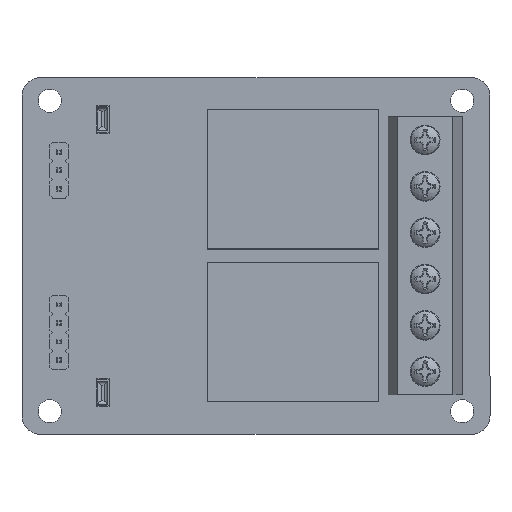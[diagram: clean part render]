
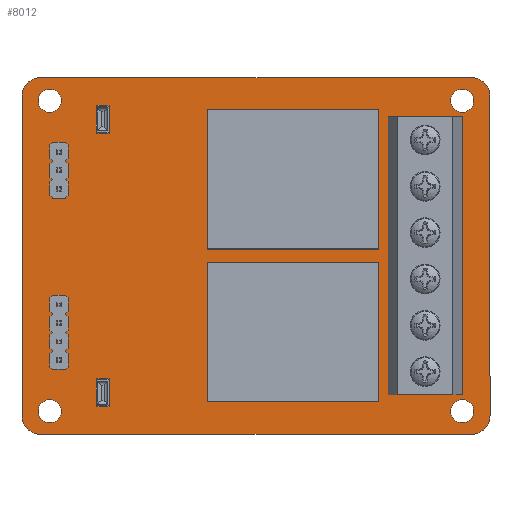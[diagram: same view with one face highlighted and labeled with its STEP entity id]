
A CAD part, top view. The second image highlights one B-rep face of the part: STEP entity #8012.
In plain terms, the highlighted planar face has unit normal (0, 0, 1).
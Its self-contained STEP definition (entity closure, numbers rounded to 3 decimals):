
#72=CIRCLE('',#8573,2.);
#88=CIRCLE('',#8592,2.);
#89=CIRCLE('',#8595,2.);
#90=CIRCLE('',#8597,2.);
#91=CIRCLE('',#8599,0.375);
#92=CIRCLE('',#8601,1.25);
#93=CIRCLE('',#8603,1.25);
#94=CIRCLE('',#8605,0.375);
#95=CIRCLE('',#8607,0.375);
#96=CIRCLE('',#8609,0.375);
#97=CIRCLE('',#8611,0.375);
#98=CIRCLE('',#8613,0.375);
#99=CIRCLE('',#8615,1.25);
#100=CIRCLE('',#8617,0.375);
#101=CIRCLE('',#8619,1.25);
#342=FACE_BOUND('',#1277,.T.);
#343=FACE_BOUND('',#1278,.T.);
#344=FACE_BOUND('',#1279,.T.);
#345=FACE_BOUND('',#1280,.T.);
#346=FACE_BOUND('',#1281,.T.);
#347=FACE_BOUND('',#1282,.T.);
#348=FACE_BOUND('',#1283,.T.);
#349=FACE_BOUND('',#1284,.T.);
#350=FACE_BOUND('',#1285,.T.);
#351=FACE_BOUND('',#1286,.T.);
#352=FACE_BOUND('',#1287,.T.);
#796=FACE_OUTER_BOUND('',#1276,.T.);
#1276=EDGE_LOOP('',(#6746,#6747,#6748,#6749,#6750,#6751,#6752,#6753));
#1277=EDGE_LOOP('',(#6754));
#1278=EDGE_LOOP('',(#6755));
#1279=EDGE_LOOP('',(#6756));
#1280=EDGE_LOOP('',(#6757));
#1281=EDGE_LOOP('',(#6758));
#1282=EDGE_LOOP('',(#6759));
#1283=EDGE_LOOP('',(#6760));
#1284=EDGE_LOOP('',(#6761));
#1285=EDGE_LOOP('',(#6762));
#1286=EDGE_LOOP('',(#6763));
#1287=EDGE_LOOP('',(#6764));
#2091=LINE('',#14794,#3029);
#2097=LINE('',#14837,#3035);
#2112=LINE('',#14892,#3050);
#2113=LINE('',#14894,#3051);
#3029=VECTOR('',#10182,10.);
#3035=VECTOR('',#10224,10.);
#3050=VECTOR('',#10293,10.);
#3051=VECTOR('',#10296,10.);
#3792=VERTEX_POINT('',#14781);
#3793=VERTEX_POINT('',#14782);
#3797=VERTEX_POINT('',#14792);
#3814=VERTEX_POINT('',#14830);
#3815=VERTEX_POINT('',#14831);
#3816=VERTEX_POINT('',#14836);
#3817=VERTEX_POINT('',#14840);
#3818=VERTEX_POINT('',#14844);
#3819=VERTEX_POINT('',#14848);
#3820=VERTEX_POINT('',#14852);
#3821=VERTEX_POINT('',#14856);
#3822=VERTEX_POINT('',#14860);
#3823=VERTEX_POINT('',#14864);
#3824=VERTEX_POINT('',#14868);
#3825=VERTEX_POINT('',#14872);
#3826=VERTEX_POINT('',#14876);
#3827=VERTEX_POINT('',#14880);
#3828=VERTEX_POINT('',#14884);
#3829=VERTEX_POINT('',#14888);
#4776=EDGE_CURVE('',#3792,#3793,#72,.T.);
#4782=EDGE_CURVE('',#3792,#3797,#2091,.T.);
#4800=EDGE_CURVE('',#3814,#3815,#88,.T.);
#4803=EDGE_CURVE('',#3816,#3815,#2097,.T.);
#4805=EDGE_CURVE('',#3816,#3817,#89,.T.);
#4807=EDGE_CURVE('',#3818,#3797,#90,.T.);
#4809=EDGE_CURVE('',#3819,#3819,#91,.T.);
#4811=EDGE_CURVE('',#3820,#3820,#92,.T.);
#4813=EDGE_CURVE('',#3821,#3821,#93,.T.);
#4815=EDGE_CURVE('',#3822,#3822,#94,.T.);
#4817=EDGE_CURVE('',#3823,#3823,#95,.T.);
#4819=EDGE_CURVE('',#3824,#3824,#96,.T.);
#4821=EDGE_CURVE('',#3825,#3825,#97,.T.);
#4823=EDGE_CURVE('',#3826,#3826,#98,.T.);
#4825=EDGE_CURVE('',#3827,#3827,#99,.T.);
#4827=EDGE_CURVE('',#3828,#3828,#100,.T.);
#4829=EDGE_CURVE('',#3829,#3829,#101,.T.);
#4831=EDGE_CURVE('',#3818,#3817,#2112,.T.);
#4832=EDGE_CURVE('',#3814,#3793,#2113,.T.);
#6746=ORIENTED_EDGE('',*,*,#4776,.F.);
#6747=ORIENTED_EDGE('',*,*,#4782,.T.);
#6748=ORIENTED_EDGE('',*,*,#4807,.F.);
#6749=ORIENTED_EDGE('',*,*,#4831,.T.);
#6750=ORIENTED_EDGE('',*,*,#4805,.F.);
#6751=ORIENTED_EDGE('',*,*,#4803,.T.);
#6752=ORIENTED_EDGE('',*,*,#4800,.F.);
#6753=ORIENTED_EDGE('',*,*,#4832,.T.);
#6754=ORIENTED_EDGE('',*,*,#4829,.T.);
#6755=ORIENTED_EDGE('',*,*,#4827,.T.);
#6756=ORIENTED_EDGE('',*,*,#4825,.T.);
#6757=ORIENTED_EDGE('',*,*,#4823,.T.);
#6758=ORIENTED_EDGE('',*,*,#4821,.T.);
#6759=ORIENTED_EDGE('',*,*,#4819,.T.);
#6760=ORIENTED_EDGE('',*,*,#4817,.T.);
#6761=ORIENTED_EDGE('',*,*,#4815,.T.);
#6762=ORIENTED_EDGE('',*,*,#4813,.T.);
#6763=ORIENTED_EDGE('',*,*,#4811,.T.);
#6764=ORIENTED_EDGE('',*,*,#4809,.T.);
#7573=PLANE('',#8622);
#8012=ADVANCED_FACE('',(#796,#342,#343,#344,#345,#346,#347,#348,#349,#350,
#351,#352),#7573,.T.);
#8573=AXIS2_PLACEMENT_3D('',#14783,#10172,#10173);
#8592=AXIS2_PLACEMENT_3D('',#14832,#10218,#10219);
#8595=AXIS2_PLACEMENT_3D('',#14841,#10228,#10229);
#8597=AXIS2_PLACEMENT_3D('',#14845,#10233,#10234);
#8599=AXIS2_PLACEMENT_3D('',#14849,#10238,#10239);
#8601=AXIS2_PLACEMENT_3D('',#14853,#10243,#10244);
#8603=AXIS2_PLACEMENT_3D('',#14857,#10248,#10249);
#8605=AXIS2_PLACEMENT_3D('',#14861,#10253,#10254);
#8607=AXIS2_PLACEMENT_3D('',#14865,#10258,#10259);
#8609=AXIS2_PLACEMENT_3D('',#14869,#10263,#10264);
#8611=AXIS2_PLACEMENT_3D('',#14873,#10268,#10269);
#8613=AXIS2_PLACEMENT_3D('',#14877,#10273,#10274);
#8615=AXIS2_PLACEMENT_3D('',#14881,#10278,#10279);
#8617=AXIS2_PLACEMENT_3D('',#14885,#10283,#10284);
#8619=AXIS2_PLACEMENT_3D('',#14889,#10288,#10289);
#8622=AXIS2_PLACEMENT_3D('',#14895,#10297,#10298);
#10172=DIRECTION('center_axis',(0.,0.,-1.));
#10173=DIRECTION('ref_axis',(-0.707,0.707,0.));
#10182=DIRECTION('',(0.,-1.,0.));
#10218=DIRECTION('center_axis',(0.,0.,-1.));
#10219=DIRECTION('ref_axis',(0.707,0.707,0.));
#10224=DIRECTION('',(0.,1.,0.));
#10228=DIRECTION('center_axis',(0.,0.,-1.));
#10229=DIRECTION('ref_axis',(0.707,-0.707,0.));
#10233=DIRECTION('center_axis',(0.,0.,-1.));
#10234=DIRECTION('ref_axis',(-0.707,-0.707,0.));
#10238=DIRECTION('center_axis',(0.,0.,-1.));
#10239=DIRECTION('ref_axis',(1.,0.,0.));
#10243=DIRECTION('center_axis',(0.,0.,-1.));
#10244=DIRECTION('ref_axis',(1.,0.,0.));
#10248=DIRECTION('center_axis',(0.,0.,-1.));
#10249=DIRECTION('ref_axis',(1.,0.,0.));
#10253=DIRECTION('center_axis',(0.,0.,-1.));
#10254=DIRECTION('ref_axis',(1.,0.,0.));
#10258=DIRECTION('center_axis',(0.,0.,-1.));
#10259=DIRECTION('ref_axis',(1.,0.,0.));
#10263=DIRECTION('center_axis',(0.,0.,-1.));
#10264=DIRECTION('ref_axis',(1.,0.,0.));
#10268=DIRECTION('center_axis',(0.,0.,-1.));
#10269=DIRECTION('ref_axis',(1.,0.,0.));
#10273=DIRECTION('center_axis',(0.,0.,-1.));
#10274=DIRECTION('ref_axis',(1.,0.,0.));
#10278=DIRECTION('center_axis',(0.,0.,-1.));
#10279=DIRECTION('ref_axis',(1.,0.,0.));
#10283=DIRECTION('center_axis',(0.,0.,-1.));
#10284=DIRECTION('ref_axis',(1.,0.,0.));
#10288=DIRECTION('center_axis',(0.,0.,-1.));
#10289=DIRECTION('ref_axis',(1.,0.,0.));
#10293=DIRECTION('',(1.,0.,0.));
#10296=DIRECTION('',(-1.,0.,0.));
#10297=DIRECTION('center_axis',(0.,0.,1.));
#10298=DIRECTION('ref_axis',(1.,0.,0.));
#14781=CARTESIAN_POINT('',(-25.25,17.25,4.33));
#14782=CARTESIAN_POINT('',(-23.25,19.25,4.33));
#14783=CARTESIAN_POINT('Origin',(-23.25,17.25,4.33));
#14792=CARTESIAN_POINT('',(-25.25,-17.25,4.33));
#14794=CARTESIAN_POINT('',(-25.25,-19.25,4.33));
#14830=CARTESIAN_POINT('',(23.25,19.25,4.33));
#14831=CARTESIAN_POINT('',(25.25,17.25,4.33));
#14832=CARTESIAN_POINT('Origin',(23.25,17.25,4.33));
#14836=CARTESIAN_POINT('',(25.25,-17.25,4.33));
#14837=CARTESIAN_POINT('',(25.25,19.25,4.33));
#14840=CARTESIAN_POINT('',(23.25,-19.25,4.33));
#14841=CARTESIAN_POINT('Origin',(23.25,-17.25,4.33));
#14844=CARTESIAN_POINT('',(-23.25,-19.25,4.33));
#14845=CARTESIAN_POINT('Origin',(-23.25,-17.25,4.33));
#14848=CARTESIAN_POINT('',(-21.625,-7.25,4.33));
#14849=CARTESIAN_POINT('Origin',(-21.25,-7.25,4.33));
#14852=CARTESIAN_POINT('',(21.,-16.75,4.33));
#14853=CARTESIAN_POINT('Origin',(22.25,-16.75,4.33));
#14856=CARTESIAN_POINT('',(-23.5,16.75,4.33));
#14857=CARTESIAN_POINT('Origin',(-22.25,16.75,4.33));
#14860=CARTESIAN_POINT('',(-21.625,-5.25,4.33));
#14861=CARTESIAN_POINT('Origin',(-21.25,-5.25,4.33));
#14864=CARTESIAN_POINT('',(-21.625,9.25,4.33));
#14865=CARTESIAN_POINT('Origin',(-21.25,9.25,4.33));
#14868=CARTESIAN_POINT('',(-21.625,-9.25,4.33));
#14869=CARTESIAN_POINT('Origin',(-21.25,-9.25,4.33));
#14872=CARTESIAN_POINT('',(-21.625,7.25,4.33));
#14873=CARTESIAN_POINT('Origin',(-21.25,7.25,4.33));
#14876=CARTESIAN_POINT('',(-21.625,-11.25,4.33));
#14877=CARTESIAN_POINT('Origin',(-21.25,-11.25,4.33));
#14880=CARTESIAN_POINT('',(-23.5,-16.75,4.33));
#14881=CARTESIAN_POINT('Origin',(-22.25,-16.75,4.33));
#14884=CARTESIAN_POINT('',(-21.625,11.25,4.33));
#14885=CARTESIAN_POINT('Origin',(-21.25,11.25,4.33));
#14888=CARTESIAN_POINT('',(21.,16.75,4.33));
#14889=CARTESIAN_POINT('Origin',(22.25,16.75,4.33));
#14892=CARTESIAN_POINT('',(25.25,-19.25,4.33));
#14894=CARTESIAN_POINT('',(-25.25,19.25,4.33));
#14895=CARTESIAN_POINT('Origin',(0.,0.,4.33));
